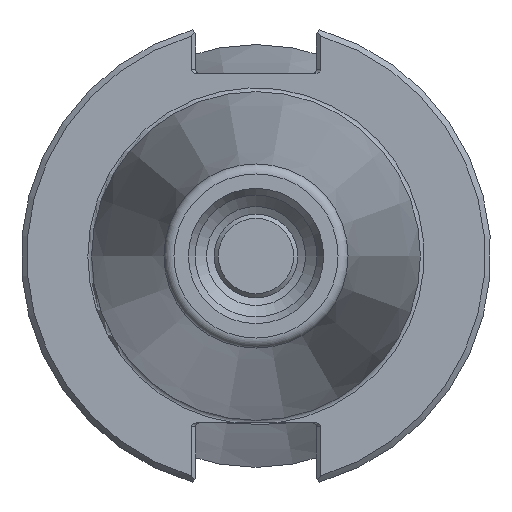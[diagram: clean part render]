
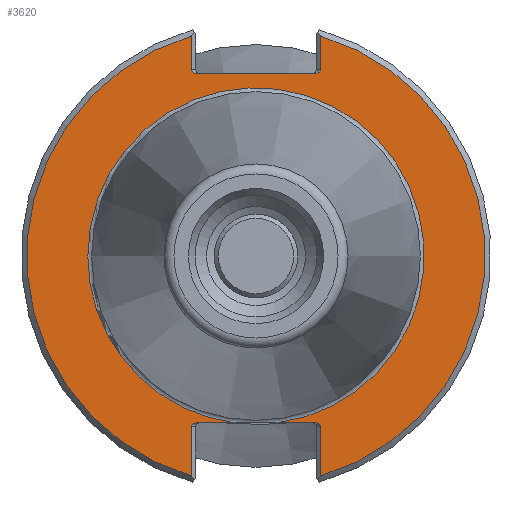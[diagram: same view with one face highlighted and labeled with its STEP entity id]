
A CAD part, left-side view. The second image highlights one B-rep face of the part: STEP entity #3620.
In plain terms, the highlighted planar face has unit normal (-1, 0, 0).
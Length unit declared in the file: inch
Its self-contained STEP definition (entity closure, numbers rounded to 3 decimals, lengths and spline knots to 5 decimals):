
#2678=CARTESIAN_POINT('',(0.125,0.345,0.992));
#2679=VERTEX_POINT('',#2678);
#2686=CARTESIAN_POINT('',(0.125,0.31672,0.972));
#2687=VERTEX_POINT('',#2686);
#2688=CARTESIAN_POINT('',(0.125,0.31672,0.992));
#2689=DIRECTION('',(-1.0,0.0,0.0));
#2690=DIRECTION('',(0.0,1.0,0.0));
#2691=AXIS2_PLACEMENT_3D('',#2688,#2689,#2690);
#2692=ELLIPSE('',#2691,0.02828,0.02);
#2693=EDGE_CURVE('',#2679,#2687,#2692,.T.);
#2778=CARTESIAN_POINT('',(0.125,0.345,1.1702));
#2779=VERTEX_POINT('',#2778);
#2786=CARTESIAN_POINT('',(0.125,0.345,1.1702));
#2787=DIRECTION('',(0.0,0.0,-1.0));
#2788=VECTOR('',#2787,0.1782);
#2789=LINE('',#2786,#2788);
#2790=EDGE_CURVE('',#2779,#2679,#2789,.T.);
#2890=CARTESIAN_POINT('',(0.125,-0.31672,0.972));
#2891=VERTEX_POINT('',#2890);
#2898=CARTESIAN_POINT('',(0.125,-0.345,0.992));
#2899=VERTEX_POINT('',#2898);
#2900=CARTESIAN_POINT('',(0.125,-0.31672,0.992));
#2901=DIRECTION('',(-1.0,0.0,0.0));
#2902=DIRECTION('',(0.0,-1.0,0.0));
#2903=AXIS2_PLACEMENT_3D('',#2900,#2901,#2902);
#2904=ELLIPSE('',#2903,0.02828,0.02);
#2905=EDGE_CURVE('',#2891,#2899,#2904,.T.);
#2955=CARTESIAN_POINT('',(0.125,-0.345,1.1702));
#2956=VERTEX_POINT('',#2955);
#2957=CARTESIAN_POINT('',(0.125,-0.345,0.992));
#2958=DIRECTION('',(0.0,0.0,1.0));
#2959=VECTOR('',#2958,0.1782);
#2960=LINE('',#2957,#2959);
#2961=EDGE_CURVE('',#2899,#2956,#2960,.T.);
#2979=CARTESIAN_POINT('',(0.125,-0.345,-0.908));
#2980=VERTEX_POINT('',#2979);
#2981=CARTESIAN_POINT('',(0.125,-0.31672,-0.888));
#2982=VERTEX_POINT('',#2981);
#2983=CARTESIAN_POINT('',(0.125,-0.31672,-0.908));
#2984=DIRECTION('',(-1.0,0.0,0.0));
#2985=DIRECTION('',(0.0,-1.0,0.0));
#2986=AXIS2_PLACEMENT_3D('',#2983,#2984,#2985);
#2987=ELLIPSE('',#2986,0.02828,0.02);
#2988=EDGE_CURVE('',#2980,#2982,#2987,.T.);
#3086=CARTESIAN_POINT('',(0.125,-0.345,-1.1702));
#3087=VERTEX_POINT('',#3086);
#3094=CARTESIAN_POINT('',(0.125,-0.345,-1.1702));
#3095=DIRECTION('',(0.0,0.0,1.0));
#3096=VECTOR('',#3095,0.2622);
#3097=LINE('',#3094,#3096);
#3098=EDGE_CURVE('',#3087,#2980,#3097,.T.);
#3198=CARTESIAN_POINT('',(0.125,0.31672,-0.888));
#3199=VERTEX_POINT('',#3198);
#3206=CARTESIAN_POINT('',(0.125,0.345,-0.908));
#3207=VERTEX_POINT('',#3206);
#3208=CARTESIAN_POINT('',(0.125,0.31672,-0.908));
#3209=DIRECTION('',(-1.0,0.0,0.0));
#3210=DIRECTION('',(0.0,1.0,0.0));
#3211=AXIS2_PLACEMENT_3D('',#3208,#3209,#3210);
#3212=ELLIPSE('',#3211,0.02828,0.02);
#3213=EDGE_CURVE('',#3199,#3207,#3212,.T.);
#3263=CARTESIAN_POINT('',(0.125,0.345,-1.1702));
#3264=VERTEX_POINT('',#3263);
#3265=CARTESIAN_POINT('',(0.125,0.345,-0.908));
#3266=DIRECTION('',(0.0,0.0,-1.0));
#3267=VECTOR('',#3266,0.2622);
#3268=LINE('',#3265,#3267);
#3269=EDGE_CURVE('',#3207,#3264,#3268,.T.);
#3336=CARTESIAN_POINT('',(0.125,0.31672,0.972));
#3337=DIRECTION('',(0.0,-1.0,0.0));
#3338=VECTOR('',#3337,0.63343);
#3339=LINE('',#3336,#3338);
#3340=EDGE_CURVE('',#2687,#2891,#3339,.T.);
#3538=CARTESIAN_POINT('',(0.125,-0.11172,-0.888));
#3539=VERTEX_POINT('',#3538);
#3540=CARTESIAN_POINT('',(0.125,0.11172,-0.888));
#3541=VERTEX_POINT('',#3540);
#3556=CARTESIAN_POINT('',(0.125,0.,0.0));
#3557=DIRECTION('',(-1.0,0.0,0.0));
#3558=DIRECTION('',(0.0,-1.0,0.0));
#3559=AXIS2_PLACEMENT_3D('',#3556,#3557,#3558);
#3560=CIRCLE('',#3559,0.895);
#3561=EDGE_CURVE('',#3539,#3541,#3560,.T.);
#3577=CARTESIAN_POINT('',(0.125,1.0625,0.0));
#3578=DIRECTION('',(-1.0,0.0,0.0));
#3579=DIRECTION('',(0.0,0.0,1.0));
#3580=AXIS2_PLACEMENT_3D('',#3577,#3578,#3579);
#3581=PLANE('',#3580);
#3582=ORIENTED_EDGE('',*,*,#3561,.F.);
#3583=CARTESIAN_POINT('',(0.125,-0.31672,-0.888));
#3584=DIRECTION('',(0.0,1.0,0.0));
#3585=VECTOR('',#3584,0.205);
#3586=LINE('',#3583,#3585);
#3587=EDGE_CURVE('',#2982,#3539,#3586,.T.);
#3588=ORIENTED_EDGE('',*,*,#3587,.F.);
#3589=ORIENTED_EDGE('',*,*,#2988,.F.);
#3590=ORIENTED_EDGE('',*,*,#3098,.F.);
#3591=CARTESIAN_POINT('',(0.125,0.,0.0));
#3592=DIRECTION('',(1.0,0.0,0.0));
#3593=DIRECTION('',(0.0,-1.0,0.0));
#3594=AXIS2_PLACEMENT_3D('',#3591,#3592,#3593);
#3595=CIRCLE('',#3594,1.22);
#3596=EDGE_CURVE('',#2956,#3087,#3595,.T.);
#3597=ORIENTED_EDGE('',*,*,#3596,.F.);
#3598=ORIENTED_EDGE('',*,*,#2961,.F.);
#3599=ORIENTED_EDGE('',*,*,#2905,.F.);
#3600=ORIENTED_EDGE('',*,*,#3340,.F.);
#3601=ORIENTED_EDGE('',*,*,#2693,.F.);
#3602=ORIENTED_EDGE('',*,*,#2790,.F.);
#3603=CARTESIAN_POINT('',(0.125,0.,0.0));
#3604=DIRECTION('',(1.0,0.0,0.0));
#3605=DIRECTION('',(0.0,1.0,0.0));
#3606=AXIS2_PLACEMENT_3D('',#3603,#3604,#3605);
#3607=CIRCLE('',#3606,1.22);
#3608=EDGE_CURVE('',#3264,#2779,#3607,.T.);
#3609=ORIENTED_EDGE('',*,*,#3608,.F.);
#3610=ORIENTED_EDGE('',*,*,#3269,.F.);
#3611=ORIENTED_EDGE('',*,*,#3213,.F.);
#3612=CARTESIAN_POINT('',(0.125,0.11172,-0.888));
#3613=DIRECTION('',(0.0,1.0,0.0));
#3614=VECTOR('',#3613,0.205);
#3615=LINE('',#3612,#3614);
#3616=EDGE_CURVE('',#3541,#3199,#3615,.T.);
#3617=ORIENTED_EDGE('',*,*,#3616,.F.);
#3618=EDGE_LOOP('',(#3582,#3588,#3589,#3590,#3597,#3598,#3599,#3600,#3601,#3602,#3609,#3610,#3611,#3617));
#3619=FACE_OUTER_BOUND('',#3618,.T.);
#3620=ADVANCED_FACE('',(#3619),#3581,.T.);
